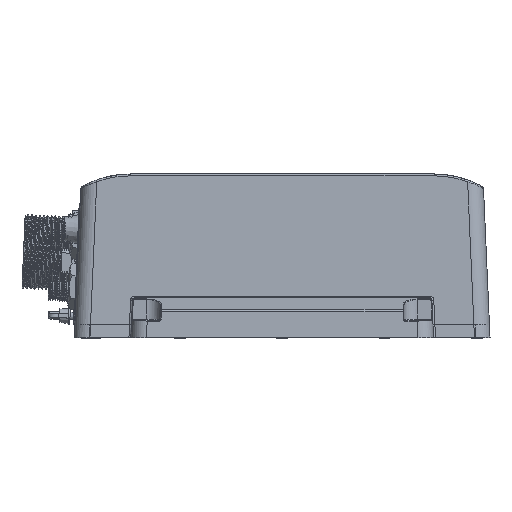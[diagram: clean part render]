
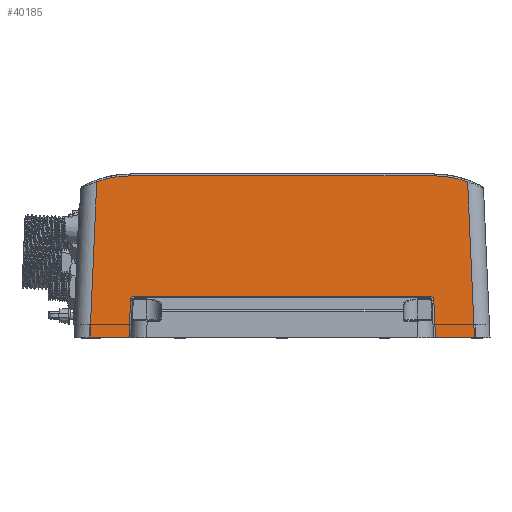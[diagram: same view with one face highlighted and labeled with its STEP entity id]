
A CAD part, left-side view. The second image highlights one B-rep face of the part: STEP entity #40185.
In plain terms, the highlighted planar face has unit normal (-0.999, 0, 0.044).
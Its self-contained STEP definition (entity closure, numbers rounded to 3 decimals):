
#224=B_SPLINE_CURVE_WITH_KNOTS('',3,(#63037,#63038,#63039,#63040,#63041,
#63042,#63043),.UNSPECIFIED.,.F.,.F.,(4,3,4),(0.,0.5,1.),
 .UNSPECIFIED.);
#225=B_SPLINE_CURVE_WITH_KNOTS('',3,(#63047,#63048,#63049,#63050,#63051,
#63052,#63053),.UNSPECIFIED.,.F.,.F.,(4,3,4),(0.,0.622,1.),
 .UNSPECIFIED.);
#226=B_SPLINE_CURVE_WITH_KNOTS('',3,(#63059,#63060,#63061,#63062,#63063,
#63064,#63065,#63066,#63067,#63068,#63069,#63070,#63071),.UNSPECIFIED.,
 .F.,.F.,(4,3,3,3,4),(0.,0.255,0.5,0.746,
1.),.UNSPECIFIED.);
#227=B_SPLINE_CURVE_WITH_KNOTS('',3,(#63075,#63076,#63077,#63078,#63079,
#63080,#63081,#63082,#63083,#63084,#63085,#63086,#63087),.UNSPECIFIED.,
 .F.,.F.,(4,3,3,3,4),(0.,0.255,0.5,0.746,
1.),.UNSPECIFIED.);
#3512=CIRCLE('',#43337,48.955);
#5720=FACE_OUTER_BOUND('',#8381,.T.);
#8381=EDGE_LOOP('',(#28421,#28422,#28423,#28424,#28425,#28426,#28427,#28428,
#28429,#28430,#28431,#28432,#28433));
#11258=LINE('',#62248,#14050);
#11262=LINE('',#62263,#14054);
#11322=LINE('',#62991,#14114);
#11323=LINE('',#63045,#14115);
#11324=LINE('',#63055,#14116);
#11325=LINE('',#63057,#14117);
#11326=LINE('',#63073,#14118);
#11327=LINE('',#63088,#14119);
#14050=VECTOR('',#50086,1.);
#14054=VECTOR('',#50098,1.);
#14114=VECTOR('',#50268,1.);
#14115=VECTOR('',#50271,1.);
#14116=VECTOR('',#50274,1.);
#14117=VECTOR('',#50275,1.);
#14118=VECTOR('',#50276,1.);
#14119=VECTOR('',#50277,1.);
#17144=VERTEX_POINT('',#62221);
#17156=VERTEX_POINT('',#62245);
#17157=VERTEX_POINT('',#62247);
#17164=VERTEX_POINT('',#62261);
#17203=VERTEX_POINT('',#62435);
#17258=VERTEX_POINT('',#62990);
#17259=VERTEX_POINT('',#63036);
#17260=VERTEX_POINT('',#63044);
#17261=VERTEX_POINT('',#63046);
#17262=VERTEX_POINT('',#63056);
#17263=VERTEX_POINT('',#63058);
#17264=VERTEX_POINT('',#63072);
#17265=VERTEX_POINT('',#63074);
#21319=EDGE_CURVE('',#17156,#17157,#11258,.T.);
#21327=EDGE_CURVE('',#17164,#17144,#11262,.T.);
#21442=EDGE_CURVE('',#17156,#17258,#11322,.T.);
#21444=EDGE_CURVE('',#17258,#17259,#224,.T.);
#21445=EDGE_CURVE('',#17259,#17260,#11323,.T.);
#21446=EDGE_CURVE('',#17260,#17261,#225,.T.);
#21447=EDGE_CURVE('',#17261,#17203,#3512,.T.);
#21448=EDGE_CURVE('',#17203,#17144,#11324,.T.);
#21449=EDGE_CURVE('',#17164,#17262,#11325,.T.);
#21450=EDGE_CURVE('',#17262,#17263,#226,.T.);
#21451=EDGE_CURVE('',#17263,#17264,#11326,.T.);
#21452=EDGE_CURVE('',#17264,#17265,#227,.T.);
#21453=EDGE_CURVE('',#17265,#17157,#11327,.T.);
#28421=ORIENTED_EDGE('',*,*,#21442,.T.);
#28422=ORIENTED_EDGE('',*,*,#21444,.T.);
#28423=ORIENTED_EDGE('',*,*,#21445,.T.);
#28424=ORIENTED_EDGE('',*,*,#21446,.T.);
#28425=ORIENTED_EDGE('',*,*,#21447,.T.);
#28426=ORIENTED_EDGE('',*,*,#21448,.T.);
#28427=ORIENTED_EDGE('',*,*,#21327,.F.);
#28428=ORIENTED_EDGE('',*,*,#21449,.T.);
#28429=ORIENTED_EDGE('',*,*,#21450,.T.);
#28430=ORIENTED_EDGE('',*,*,#21451,.T.);
#28431=ORIENTED_EDGE('',*,*,#21452,.T.);
#28432=ORIENTED_EDGE('',*,*,#21453,.T.);
#28433=ORIENTED_EDGE('',*,*,#21319,.F.);
#36438=PLANE('',#43336);
#40185=ADVANCED_FACE('',(#5720),#36438,.T.);
#43336=AXIS2_PLACEMENT_3D('',#63035,#50269,#50270);
#43337=AXIS2_PLACEMENT_3D('',#63054,#50272,#50273);
#50086=DIRECTION('',(0.,1.,0.));
#50098=DIRECTION('',(0.,1.,0.));
#50268=DIRECTION('',(0.044,0.044,0.998));
#50269=DIRECTION('center_axis',(-0.999,0.,0.044));
#50270=DIRECTION('ref_axis',(-0.031,-0.707,-0.707));
#50271=DIRECTION('',(0.,1.,0.));
#50272=DIRECTION('center_axis',(-0.999,0.,
0.044));
#50273=DIRECTION('ref_axis',(0.041,0.351,0.935));
#50274=DIRECTION('',(-0.044,0.044,-0.998));
#50275=DIRECTION('',(0.044,-0.044,0.998));
#50276=DIRECTION('',(0.,-1.,0.));
#50277=DIRECTION('',(-0.044,-0.044,-0.998));
#62221=CARTESIAN_POINT('',(7.825,203.182,0.18));
#62245=CARTESIAN_POINT('',(7.825,5.818,0.18));
#62247=CARTESIAN_POINT('',(7.825,25.826,0.18));
#62248=CARTESIAN_POINT('',(7.825,211.,0.18));
#62261=CARTESIAN_POINT('',(7.825,183.174,0.18));
#62263=CARTESIAN_POINT('',(7.825,211.,0.18));
#62435=CARTESIAN_POINT('',(11.315,199.693,80.111));
#62990=CARTESIAN_POINT('',(11.315,9.308,80.111));
#62991=CARTESIAN_POINT('',(8.,5.993,4.18));
#63035=CARTESIAN_POINT('Origin',(8.,211.,4.18));
#63036=CARTESIAN_POINT('',(11.451,26.493,83.224));
#63037=CARTESIAN_POINT('Ctrl Pts',(11.315,9.308,80.111));
#63038=CARTESIAN_POINT('Ctrl Pts',(11.36,12.034,81.132));
#63039=CARTESIAN_POINT('Ctrl Pts',(11.394,14.873,81.916));
#63040=CARTESIAN_POINT('Ctrl Pts',(11.417,17.761,82.439));
#63041=CARTESIAN_POINT('Ctrl Pts',(11.44,20.648,82.962));
#63042=CARTESIAN_POINT('Ctrl Pts',(11.451,23.582,83.224));
#63043=CARTESIAN_POINT('Ctrl Pts',(11.451,26.493,83.224));
#63044=CARTESIAN_POINT('',(11.451,182.507,83.224));
#63045=CARTESIAN_POINT('',(11.451,26.493,83.224));
#63046=CARTESIAN_POINT('',(11.363,196.446,81.199));
#63047=CARTESIAN_POINT('Ctrl Pts',(11.451,182.507,83.224));
#63048=CARTESIAN_POINT('Ctrl Pts',(11.451,185.414,83.224));
#63049=CARTESIAN_POINT('Ctrl Pts',(11.44,188.348,82.963));
#63050=CARTESIAN_POINT('Ctrl Pts',(11.417,191.24,82.439));
#63051=CARTESIAN_POINT('Ctrl Pts',(11.403,192.996,82.121));
#63052=CARTESIAN_POINT('Ctrl Pts',(11.385,194.737,81.706));
#63053=CARTESIAN_POINT('Ctrl Pts',(11.363,196.446,81.199));
#63054=CARTESIAN_POINT('Origin',(9.316,182.51,34.315));
#63055=CARTESIAN_POINT('',(11.315,199.693,80.111));
#63056=CARTESIAN_POINT('',(8.662,182.337,19.353));
#63057=CARTESIAN_POINT('',(8.,182.999,4.18));
#63058=CARTESIAN_POINT('',(8.754,180.325,21.45));
#63059=CARTESIAN_POINT('Ctrl Pts',(8.662,182.337,19.353));
#63060=CARTESIAN_POINT('Ctrl Pts',(8.674,182.325,19.62));
#63061=CARTESIAN_POINT('Ctrl Pts',(8.686,182.266,19.9));
#63062=CARTESIAN_POINT('Ctrl Pts',(8.698,182.156,20.162));
#63063=CARTESIAN_POINT('Ctrl Pts',(8.709,182.05,20.414));
#63064=CARTESIAN_POINT('Ctrl Pts',(8.719,181.898,20.648));
#63065=CARTESIAN_POINT('Ctrl Pts',(8.727,181.714,20.841));
#63066=CARTESIAN_POINT('Ctrl Pts',(8.736,181.529,21.034));
#63067=CARTESIAN_POINT('Ctrl Pts',(8.743,181.308,21.19));
#63068=CARTESIAN_POINT('Ctrl Pts',(8.747,181.072,21.293));
#63069=CARTESIAN_POINT('Ctrl Pts',(8.752,180.828,21.399));
#63070=CARTESIAN_POINT('Ctrl Pts',(8.754,180.57,21.45));
#63071=CARTESIAN_POINT('Ctrl Pts',(8.754,180.325,21.45));
#63072=CARTESIAN_POINT('',(8.754,28.676,21.45));
#63073=CARTESIAN_POINT('',(8.754,180.325,21.45));
#63074=CARTESIAN_POINT('',(8.662,26.664,19.353));
#63075=CARTESIAN_POINT('Ctrl Pts',(8.754,28.676,21.45));
#63076=CARTESIAN_POINT('Ctrl Pts',(8.754,28.432,21.45));
#63077=CARTESIAN_POINT('Ctrl Pts',(8.752,28.173,21.399));
#63078=CARTESIAN_POINT('Ctrl Pts',(8.747,27.929,21.291));
#63079=CARTESIAN_POINT('Ctrl Pts',(8.743,27.694,21.187));
#63080=CARTESIAN_POINT('Ctrl Pts',(8.736,27.473,21.032));
#63081=CARTESIAN_POINT('Ctrl Pts',(8.727,27.287,20.841));
#63082=CARTESIAN_POINT('Ctrl Pts',(8.719,27.1,20.649));
#63083=CARTESIAN_POINT('Ctrl Pts',(8.709,26.948,20.415));
#63084=CARTESIAN_POINT('Ctrl Pts',(8.698,26.842,20.162));
#63085=CARTESIAN_POINT('Ctrl Pts',(8.686,26.734,19.901));
#63086=CARTESIAN_POINT('Ctrl Pts',(8.674,26.675,19.622));
#63087=CARTESIAN_POINT('Ctrl Pts',(8.662,26.664,19.353));
#63088=CARTESIAN_POINT('',(8.662,26.664,19.353));
